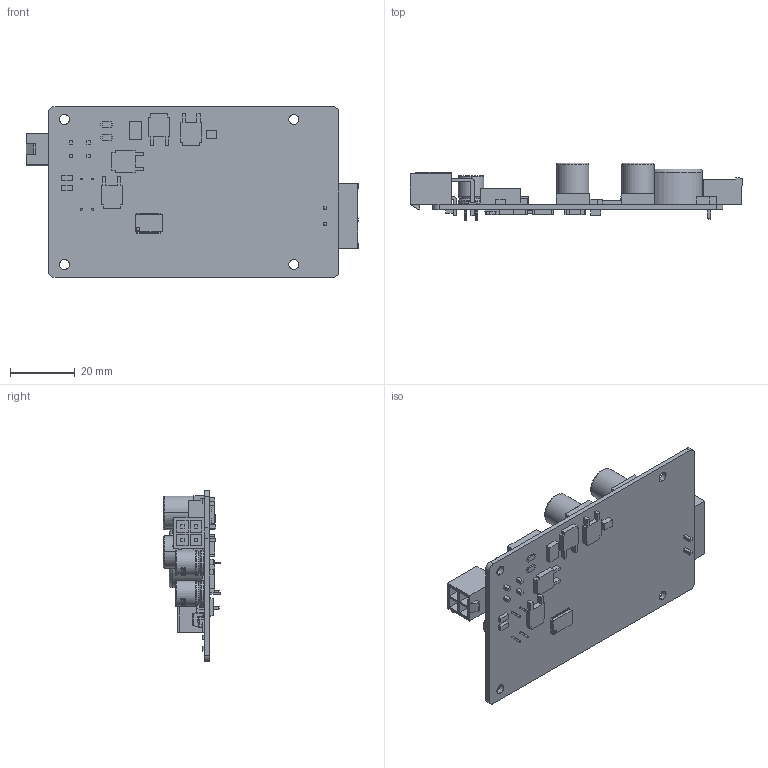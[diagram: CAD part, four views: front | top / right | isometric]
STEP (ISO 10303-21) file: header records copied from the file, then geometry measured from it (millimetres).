
FILE_DESCRIPTION (( 'STEP AP203' ), '1' );
FILE_NAME ('MIOe-PWR1-00A1E-20200414.STEP', '2020-04-14T09:29:13', ( '' ), ( '' ), 'SwSTEP 2.0', 'SolidWorks 2018', '' );
FILE_SCHEMA (( 'CONFIG_CONTROL_DESIGN' ));
Products named in the file (1): MIOe-PWR1-00A1E-20200414
Bounding box: 102.9 x 17.8 x 53 mm (x, y, z)
Volume: 18621.9 mm3; surface area: 18958.7 mm2
Topology: 37 solids, 43 shells, 1275 faces, 3374 edges, 2286 vertices
Faces by surface type: plane 935, cylinder 294, torus 32, bspline 10, cone 4
Entity records: 42725 total; most frequent: CARTESIAN_POINT 10336, ORIENTED_EDGE 6740, DIRECTION 6370, EDGE_CURVE 3370, LINE 2570, VECTOR 2570, VERTEX_POINT 2286, AXIS2_PLACEMENT_3D 1900
